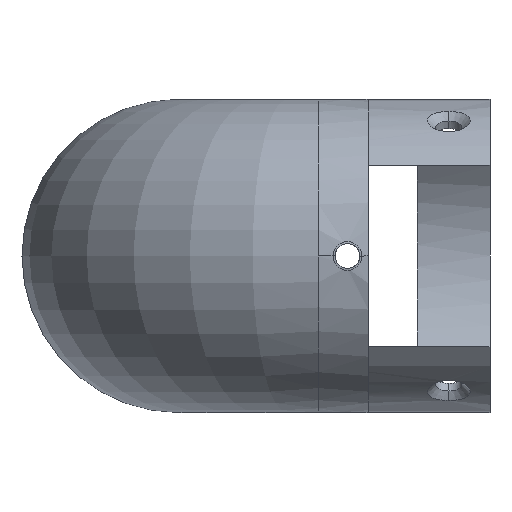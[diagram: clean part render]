
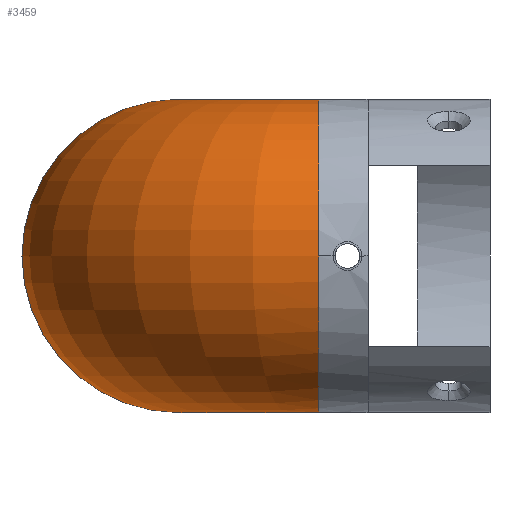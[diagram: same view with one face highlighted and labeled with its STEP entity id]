
A CAD part, front view. The second image highlights one B-rep face of the part: STEP entity #3459.
In plain terms, the highlighted toroidal (fillet/blend) face has major radius 17 mm and minor radius 19 mm.
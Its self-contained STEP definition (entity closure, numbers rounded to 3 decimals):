
#204 = DIRECTION ( 'NONE',  ( 0., 1., 0. ) ) ;
#213 = CARTESIAN_POINT ( 'NONE',  ( 0., -40., 19. ) ) ;
#449 = CARTESIAN_POINT ( 'NONE',  ( 17., -57., 0. ) ) ;
#681 = CIRCLE ( 'NONE', #7420, 19. ) ;
#1239 = CARTESIAN_POINT ( 'NONE',  ( 0., -40., -19. ) ) ;
#1431 = DIRECTION ( 'NONE',  ( -1., 0., 0. ) ) ;
#1497 = AXIS2_PLACEMENT_3D ( 'NONE', #10299, #8447, #6414 ) ;
#1631 = ORIENTED_EDGE ( 'NONE', *, *, #4166, .F. ) ;
#1651 = CARTESIAN_POINT ( 'NONE',  ( 17., -57., 0. ) ) ;
#2646 = EDGE_CURVE ( 'NONE', #10711, #7623, #681, .T. ) ;
#3009 = CARTESIAN_POINT ( 'NONE',  ( 17., -40., 8.485 ) ) ;
#3326 = CARTESIAN_POINT ( 'NONE',  ( 17., -40., -8.485 ) ) ;
#3418 = CIRCLE ( 'NONE', #6117, 19. ) ;
#3459 = ADVANCED_FACE ( 'NONE', ( #9821 ), #9041, .T. ) ;
#3517 = DIRECTION ( 'NONE',  ( 1., 0., 0. ) ) ;
#3651 = DIRECTION ( 'NONE',  ( 0., -1., 0. ) ) ;
#3674 = ORIENTED_EDGE ( 'NONE', *, *, #6405, .T. ) ;
#4059 = CIRCLE ( 'NONE', #1497, 19. ) ;
#4166 = EDGE_CURVE ( 'NONE', #11869, #7623, #3418, .T. ) ;
#4632 = AXIS2_PLACEMENT_3D ( 'NONE', #6049, #204, #4899 ) ;
#4686 = DIRECTION ( 'NONE',  ( 0., 1., 0. ) ) ;
#4899 = DIRECTION ( 'NONE',  ( 1., 0., 0. ) ) ;
#5318 = DIRECTION ( 'NONE',  ( 0., -1., 0. ) ) ;
#5400 = VERTEX_POINT ( 'NONE', #3326 ) ;
#6049 = CARTESIAN_POINT ( 'NONE',  ( 0., -40., 0. ) ) ;
#6117 = AXIS2_PLACEMENT_3D ( 'NONE', #6747, #4686, #7673 ) ;
#6405 = EDGE_CURVE ( 'NONE', #5400, #10711, #7488, .T. ) ;
#6414 = DIRECTION ( 'NONE',  ( 1., 0., 0. ) ) ;
#6747 = CARTESIAN_POINT ( 'NONE',  ( 0., -40., 0. ) ) ;
#7038 = EDGE_CURVE ( 'NONE', #5400, #8201, #9318, .T. ) ;
#7420 = AXIS2_PLACEMENT_3D ( 'NONE', #1651, #9502, #3651 ) ;
#7488 = CIRCLE ( 'NONE', #7897, 19. ) ;
#7623 = VERTEX_POINT ( 'NONE', #3009 ) ;
#7673 = DIRECTION ( 'NONE',  ( 1., 0., 0. ) ) ;
#7897 = AXIS2_PLACEMENT_3D ( 'NONE', #449, #1431, #5318 ) ;
#8201 = VERTEX_POINT ( 'NONE', #1239 ) ;
#8447 = DIRECTION ( 'NONE',  ( 0., 1., 0. ) ) ;
#8871 = EDGE_LOOP ( 'NONE', ( #3674, #10714, #1631, #11764, #9162 ) ) ;
#9041 = TOROIDAL_SURFACE ( 'NONE', #9381, 17., 19. ) ;
#9162 = ORIENTED_EDGE ( 'NONE', *, *, #7038, .F. ) ;
#9318 = CIRCLE ( 'NONE', #4632, 19. ) ;
#9324 = DIRECTION ( 'NONE',  ( 0., 0., 1. ) ) ;
#9361 = CARTESIAN_POINT ( 'NONE',  ( 17., -40., 0. ) ) ;
#9381 = AXIS2_PLACEMENT_3D ( 'NONE', #9361, #9324, #3517 ) ;
#9502 = DIRECTION ( 'NONE',  ( -1., 0., 0. ) ) ;
#9821 = FACE_OUTER_BOUND ( 'NONE', #8871, .T. ) ;
#9841 = CARTESIAN_POINT ( 'NONE',  ( 17., -76., 0. ) ) ;
#10299 = CARTESIAN_POINT ( 'NONE',  ( 0., -40., 0. ) ) ;
#10711 = VERTEX_POINT ( 'NONE', #9841 ) ;
#10714 = ORIENTED_EDGE ( 'NONE', *, *, #2646, .T. ) ;
#11764 = ORIENTED_EDGE ( 'NONE', *, *, #12619, .F. ) ;
#11869 = VERTEX_POINT ( 'NONE', #213 ) ;
#12619 = EDGE_CURVE ( 'NONE', #8201, #11869, #4059, .T. ) ;
